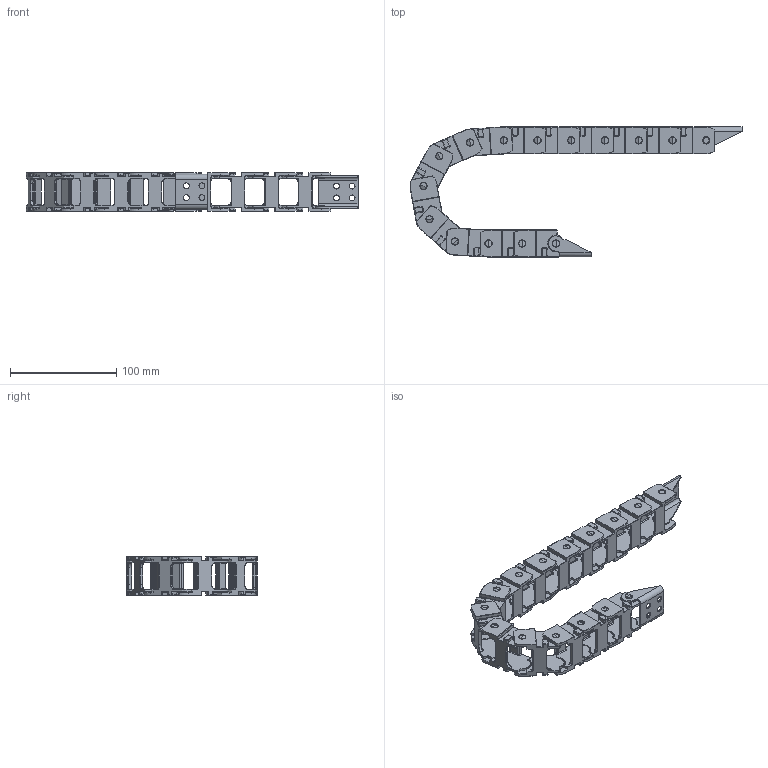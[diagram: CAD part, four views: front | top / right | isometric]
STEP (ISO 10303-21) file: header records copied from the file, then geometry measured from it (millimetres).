
FILE_DESCRIPTION((''),'2;1');
FILE_NAME('101P2-19.stp','2014-01-04T11:40:34',('kpea'),(''),'Autodesk Inventor 2013','Autodesk Inventor 2013','');
FILE_SCHEMA(('AUTOMOTIVE_DESIGN { 1 0 10303 214 1 1 1 1 }'));
Length unit declared in the file: inch
Products named in the file (1): 101P2-19
Bounding box: 312.45 x 122.64 x 36.58 mm (x, y, z)
Volume: 126385 mm3; surface area: 106965.6 mm2
Topology: 16 solids, 16 shells, 3750 faces, 9068 edges, 5046 vertices
Faces by surface type: cylinder 1716, torus 814, plane 734, bspline 260, sphere 196, cone 30
Full cylindrical faces by diameter (mm): 1.778 x2, 5.08 x2, 5.563 x8, 6.35 x58, 6.756 x2
Entity records: 121434 total; most frequent: CARTESIAN_POINT 32506, DIRECTION 19106, ORIENTED_EDGE 17084, EDGE_CURVE 8542, AXIS2_PLACEMENT_3D 7765, VERTEX_POINT 4988, CIRCLE 4106, EDGE_LOOP 4018
